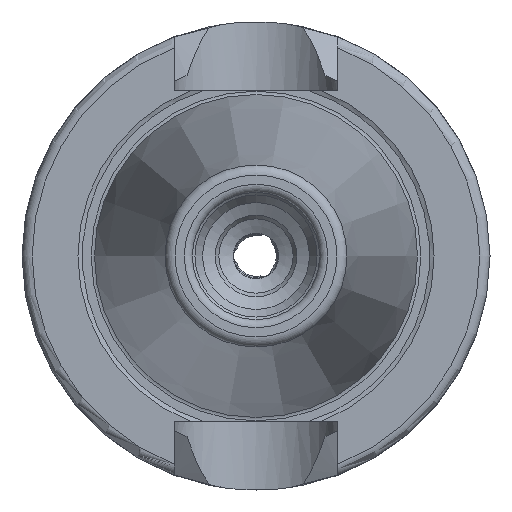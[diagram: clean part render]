
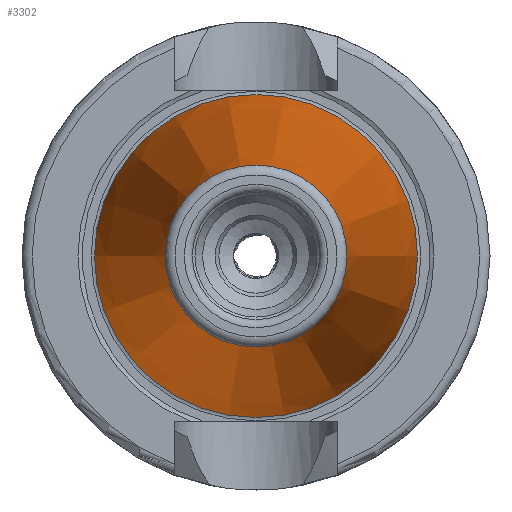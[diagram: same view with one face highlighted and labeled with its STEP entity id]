
A CAD part, left-side view. The second image highlights one B-rep face of the part: STEP entity #3302.
In plain terms, the highlighted conical face has half-angle 8.297 degrees and reference radius 12.408 mm.
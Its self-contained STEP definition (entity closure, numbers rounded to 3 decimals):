
#3268=CARTESIAN_POINT('',(-47.544,8.941,0.0));
#3269=VERTEX_POINT('',#3268);
#3270=CARTESIAN_POINT('',(-47.544,0.0,0.0));
#3271=DIRECTION('',(1.0,0.0,0.0));
#3272=DIRECTION('',(0.0,1.0,0.0));
#3273=AXIS2_PLACEMENT_3D('',#3270,#3271,#3272);
#3274=CIRCLE('',#3273,8.941);
#3275=EDGE_CURVE('',#3269,#3269,#3274,.T.);
#3283=CARTESIAN_POINT('',(-23.772,0.0,0.0));
#3284=DIRECTION('',(1.0,0.0,0.0));
#3285=DIRECTION('',(0.0,1.0,0.0));
#3286=AXIS2_PLACEMENT_3D('',#3283,#3284,#3285);
#3287=CONICAL_SURFACE('',#3286,12.408,8.297);
#3288=CARTESIAN_POINT('',(0.0,15.875,0.0));
#3289=VERTEX_POINT('',#3288);
#3290=CARTESIAN_POINT('',(0.0,0.0,0.0));
#3291=DIRECTION('',(1.0,0.0,0.0));
#3292=DIRECTION('',(0.0,1.0,0.0));
#3293=AXIS2_PLACEMENT_3D('',#3290,#3291,#3292);
#3294=CIRCLE('',#3293,15.875);
#3295=EDGE_CURVE('',#3289,#3289,#3294,.T.);
#3296=ORIENTED_EDGE('',*,*,#3295,.F.);
#3297=EDGE_LOOP('',(#3296));
#3298=FACE_OUTER_BOUND('',#3297,.T.);
#3299=ORIENTED_EDGE('',*,*,#3275,.T.);
#3300=EDGE_LOOP('',(#3299));
#3301=FACE_BOUND('',#3300,.T.);
#3302=ADVANCED_FACE('',(#3298,#3301),#3287,.T.);
